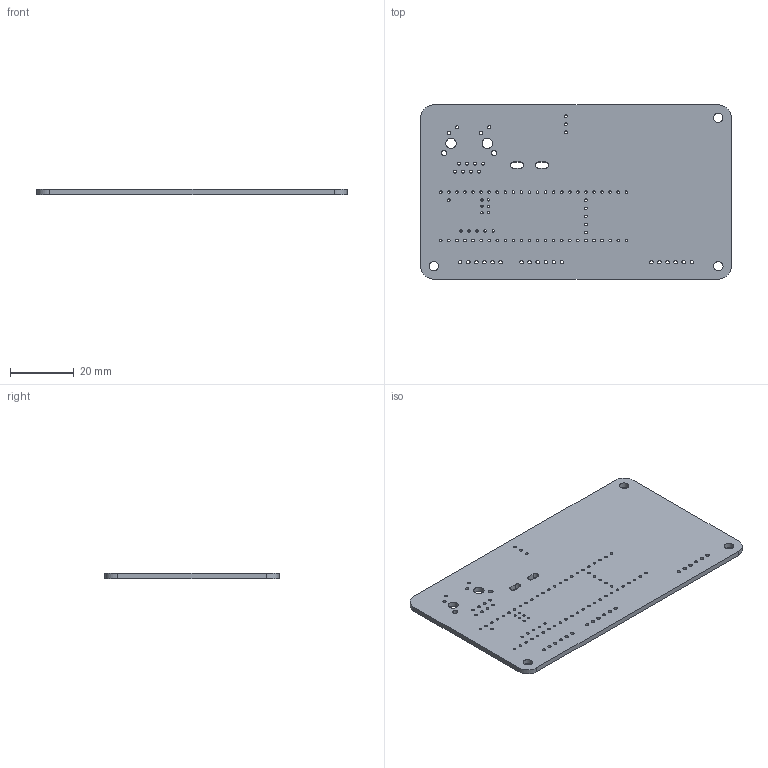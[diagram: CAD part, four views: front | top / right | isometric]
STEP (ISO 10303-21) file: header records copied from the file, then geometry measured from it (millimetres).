
FILE_DESCRIPTION(('KiCad electronic assembly'),'2;1');
FILE_NAME('Flouro_Breakout.step','2023-05-02T21:26:46',('Pcbnew'),( 'Kicad'),'Open CASCADE STEP processor 7.6','KiCad to STEP converter' ,'Unknown');
FILE_SCHEMA(('AUTOMOTIVE_DESIGN { 1 0 10303 214 1 1 1 1 }'));
Length unit declared in the file: millimetre
Products named in the file (2): Flouro_Breakout 1; Flouro_Breakout PCB
Assembly tree (1 placements, depth 2):
  Flouro_Breakout 1
    Flouro_Breakout PCB
Bounding box: 97.79 x 54.86 x 1.6 mm (x, y, z)
Volume: 8378.5 mm3; surface area: 11503 mm2
Topology: 1 solids, 1 shells, 123 faces, 363 edges, 242 vertices
Faces by surface type: cylinder 113, plane 10
Full cylindrical faces by diameter (mm): 0.7 x6, 0.75 x5, 0.8 x54, 0.889 x3, 0.9 x8, 1.02 x4, 1.09 x18, 1.6 x2, 2.946 x3, 3.25 x2
Entity records: 10115 total; most frequent: CARTESIAN_POINT 2812, DIRECTION 1339, ORIENTED_EDGE 726, PCURVE 726, DEFINITIONAL_REPRESENTATION 726, LINE 637, VECTOR 637, EDGE_CURVE 363
